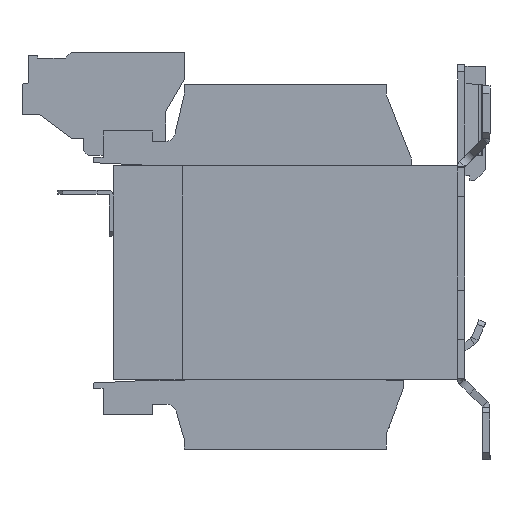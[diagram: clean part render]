
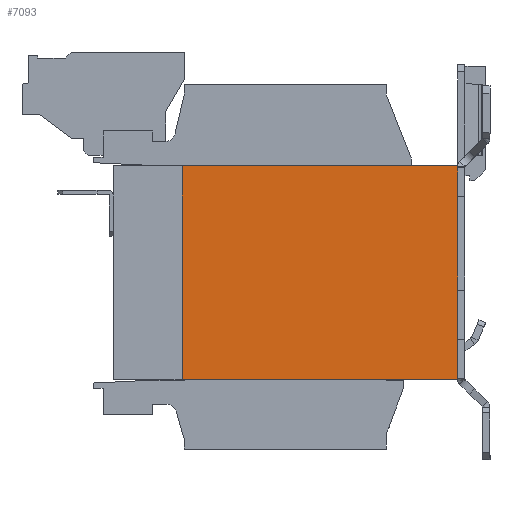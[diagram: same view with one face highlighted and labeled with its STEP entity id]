
A CAD part, left-side view. The second image highlights one B-rep face of the part: STEP entity #7093.
In plain terms, the highlighted planar face has unit normal (-1, 0, 0).
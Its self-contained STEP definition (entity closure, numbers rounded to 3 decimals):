
#406 = LINE ( 'NONE', #8926, #10956 ) ;
#425 = ORIENTED_EDGE ( 'NONE', *, *, #1592, .T. ) ;
#491 = EDGE_CURVE ( 'Defeature ausgef�hrt2_60+Defeature ausgef�hrt2_71+Defeature ausgef�hrt2_70+Defeature ausgef�hrt2_72', #2017, #1107, #9873, .T. ) ;
#763 = DIRECTION ( 'NONE',  ( 0., 1., 0. ) ) ;
#1107 = VERTEX_POINT ( 'NONE', #10282 ) ;
#1592 = EDGE_CURVE ( 'Defeature ausgef�hrt2_71+Defeature ausgef�hrt2_102+Defeature ausgef�hrt2_64+Defeature ausgef�hrt2_63', #10303, #6528, #11987, .T. ) ;
#1627 = VECTOR ( 'NONE', #6604, 1000. ) ;
#1643 = CARTESIAN_POINT ( 'NONE',  ( -42., 0., 21.75 ) ) ;
#1745 = CARTESIAN_POINT ( 'NONE',  ( -42., -35., 15.499 ) ) ;
#1841 = CARTESIAN_POINT ( 'NONE',  ( -42., -35., -38. ) ) ;
#1895 = EDGE_CURVE ( 'Defeature ausgef�hrt2_63+Defeature ausgef�hrt2_71+Defeature ausgef�hrt2_113+Defeature ausgef�hrt2_111', #8697, #6528, #406, .T. ) ;
#2017 = VERTEX_POINT ( 'NONE', #6400 ) ;
#2484 = FACE_OUTER_BOUND ( 'NONE', #11993, .T. ) ;
#2491 = DIRECTION ( 'NONE',  ( 0., 0., -1. ) ) ;
#2565 = LINE ( 'NONE', #7653, #3567 ) ;
#2781 = DIRECTION ( 'NONE',  ( 0., 0., 1. ) ) ;
#2880 = CARTESIAN_POINT ( 'NONE',  ( -42., -35., -3.501 ) ) ;
#3262 = ORIENTED_EDGE ( 'NONE', *, *, #10400, .F. ) ;
#3508 = DIRECTION ( 'NONE',  ( 1., 0., 0. ) ) ;
#3567 = VECTOR ( 'NONE', #3999, 1000. ) ;
#3663 = CARTESIAN_POINT ( 'NONE',  ( -42., -35., -21.75 ) ) ;
#3772 = CARTESIAN_POINT ( 'NONE',  ( -42., -35., -21.501 ) ) ;
#3905 = VECTOR ( 'NONE', #5542, 1000. ) ;
#3999 = DIRECTION ( 'NONE',  ( 0., 0., -1. ) ) ;
#4141 = EDGE_CURVE ( 'Defeature ausgef�hrt2_71+Defeature ausgef�hrt2_70+Defeature ausgef�hrt2_60+Defeature ausgef�hrt2_61', #2017, #11882, #8694, .T. ) ;
#4473 = ORIENTED_EDGE ( 'NONE', *, *, #11670, .T. ) ;
#4603 = VECTOR ( 'NONE', #2781, 1000. ) ;
#4671 = ORIENTED_EDGE ( 'NONE', *, *, #1895, .F. ) ;
#4727 = LINE ( 'NONE', #4900, #11812 ) ;
#4866 = DIRECTION ( 'NONE',  ( 0., 0., -1. ) ) ;
#4884 = ORIENTED_EDGE ( 'NONE', *, *, #491, .F. ) ;
#4900 = CARTESIAN_POINT ( 'NONE',  ( -42., -35., 21.75 ) ) ;
#5265 = CARTESIAN_POINT ( 'NONE',  ( -42., 21., 21.75 ) ) ;
#5352 = DIRECTION ( 'NONE',  ( 0., -1., 0. ) ) ;
#5440 = EDGE_CURVE ( 'Defeature ausgef�hrt2_72+Defeature ausgef�hrt2_71+Defeature ausgef�hrt2_60+Defeature ausgef�hrt2_107', #1107, #9115, #4727, .T. ) ;
#5542 = DIRECTION ( 'NONE',  ( 0., -1., 0. ) ) ;
#5682 = LINE ( 'NONE', #9005, #10615 ) ;
#6400 = CARTESIAN_POINT ( 'NONE',  ( -42., 21., 21.75 ) ) ;
#6528 = VERTEX_POINT ( 'NONE', #8949 ) ;
#6604 = DIRECTION ( 'NONE',  ( 0., 0., 1. ) ) ;
#7093 = ADVANCED_FACE ( 'Defeature ausgef�hrt2_71', ( #2484 ), #11749, .F. ) ;
#7241 = VERTEX_POINT ( 'NONE', #3663 ) ;
#7360 = ORIENTED_EDGE ( 'NONE', *, *, #11506, .T. ) ;
#7525 = CARTESIAN_POINT ( 'NONE',  ( -42., -35., -38. ) ) ;
#7653 = CARTESIAN_POINT ( 'NONE',  ( -42., -35., 21.75 ) ) ;
#7678 = VECTOR ( 'NONE', #8148, 1000. ) ;
#8148 = DIRECTION ( 'NONE',  ( 0., 0., -1. ) ) ;
#8231 = ORIENTED_EDGE ( 'NONE', *, *, #5440, .F. ) ;
#8694 = LINE ( 'NONE', #5265, #7678 ) ;
#8697 = VERTEX_POINT ( 'NONE', #2880 ) ;
#8882 = AXIS2_PLACEMENT_3D ( 'NONE', #1643, #3508, #763 ) ;
#8926 = CARTESIAN_POINT ( 'NONE',  ( -42., -35., 21.75 ) ) ;
#8949 = CARTESIAN_POINT ( 'NONE',  ( -42., -35., -13.501 ) ) ;
#9005 = CARTESIAN_POINT ( 'NONE',  ( -42., 0., -21.75 ) ) ;
#9115 = VERTEX_POINT ( 'NONE', #1745 ) ;
#9512 = CARTESIAN_POINT ( 'NONE',  ( -42., 21., -21.75 ) ) ;
#9873 = LINE ( 'NONE', #11052, #3905 ) ;
#10282 = CARTESIAN_POINT ( 'NONE',  ( -42., -35., 21.75 ) ) ;
#10303 = VERTEX_POINT ( 'NONE', #3772 ) ;
#10400 = EDGE_CURVE ( 'Defeature ausgef�hrt2_64+Defeature ausgef�hrt2_71+Defeature ausgef�hrt2_106+Defeature ausgef�hrt2_61', #10303, #7241, #2565, .T. ) ;
#10615 = VECTOR ( 'NONE', #5352, 1000. ) ;
#10956 = VECTOR ( 'NONE', #2491, 1000. ) ;
#11052 = CARTESIAN_POINT ( 'NONE',  ( -42., 0., 21.75 ) ) ;
#11506 = EDGE_CURVE ( 'Defeature ausgef�hrt2_71+Defeature ausgef�hrt2_61+Defeature ausgef�hrt2_70+Defeature ausgef�hrt2_64', #11882, #7241, #5682, .T. ) ;
#11670 = EDGE_CURVE ( 'Defeature ausgef�hrt2_71+Defeature ausgef�hrt2_103+Defeature ausgef�hrt2_63+Defeature ausgef�hrt2_72', #8697, #9115, #11754, .T. ) ;
#11737 = ORIENTED_EDGE ( 'NONE', *, *, #4141, .T. ) ;
#11749 = PLANE ( 'NONE',  #8882 ) ;
#11754 = LINE ( 'NONE', #7525, #1627 ) ;
#11812 = VECTOR ( 'NONE', #4866, 1000. ) ;
#11882 = VERTEX_POINT ( 'NONE', #9512 ) ;
#11987 = LINE ( 'NONE', #1841, #4603 ) ;
#11993 = EDGE_LOOP ( 'NONE', ( #7360, #3262, #425, #4671, #4473, #8231, #4884, #11737 ) ) ;
